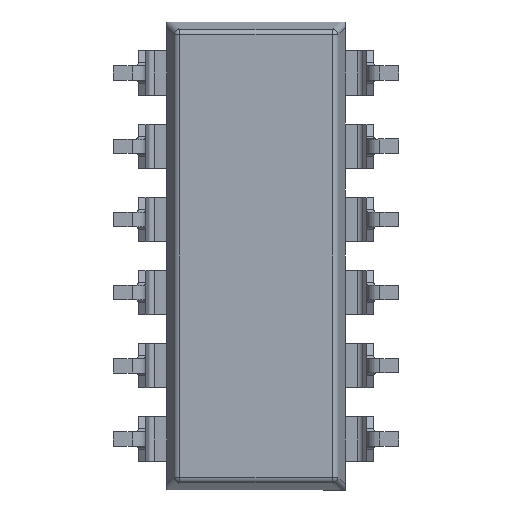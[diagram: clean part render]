
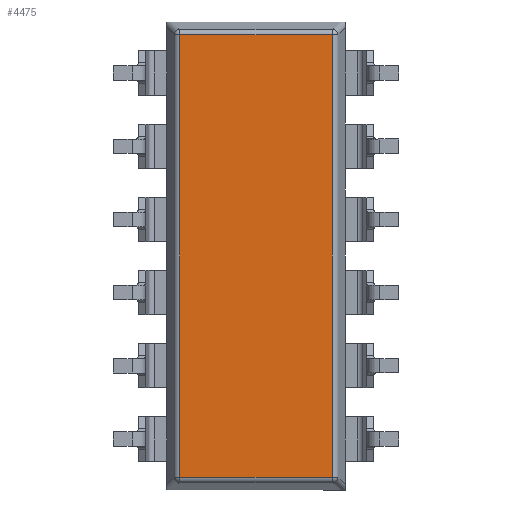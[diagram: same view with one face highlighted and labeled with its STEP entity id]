
A CAD part, front view. The second image highlights one B-rep face of the part: STEP entity #4475.
In plain terms, the highlighted planar face has unit normal (0, -1, 0).
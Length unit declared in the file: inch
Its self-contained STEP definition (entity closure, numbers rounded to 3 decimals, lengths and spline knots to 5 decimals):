
#697 = PLANE ( 'NONE',  #11539 ) ;
#766 = CARTESIAN_POINT ( 'NONE',  ( 0.45781, -0.00421, -0.60959 ) ) ;
#1189 = ORIENTED_EDGE ( 'NONE', *, *, #11216, .T. ) ;
#1546 = EDGE_CURVE ( 'NONE', #4139, #12513, #15511, .T. ) ;
#2396 = DIRECTION ( 'NONE',  ( -1., 0., 0. ) ) ;
#2558 = FACE_OUTER_BOUND ( 'NONE', #22075, .T. ) ;
#3264 = CARTESIAN_POINT ( 'NONE',  ( 0.24905, -0.00421, -0.00556 ) ) ;
#3392 = LINE ( 'NONE', #3264, #12174 ) ;
#3677 = VERTEX_POINT ( 'NONE', #6485 ) ;
#3746 = DIRECTION ( 'NONE',  ( -1., 0., 0. ) ) ;
#4139 = VERTEX_POINT ( 'NONE', #22438 ) ;
#4465 = VECTOR ( 'NONE', #3746, 39.37008 ) ;
#4475 = ADVANCED_FACE ( 'NONE', ( #2558 ), #697, .F. ) ;
#5289 = DIRECTION ( 'NONE',  ( 0., 0., -1. ) ) ;
#5530 = ORIENTED_EDGE ( 'NONE', *, *, #1546, .F. ) ;
#5670 = CARTESIAN_POINT ( 'NONE',  ( 0.45781, -0.00421, -0.20959 ) ) ;
#6131 = DIRECTION ( 'NONE',  ( 0., 0., 1. ) ) ;
#6485 = CARTESIAN_POINT ( 'NONE',  ( 0.24905, -0.00421, -0.00556 ) ) ;
#7247 = EDGE_CURVE ( 'NONE', #14872, #3677, #14609, .T. ) ;
#7673 = DIRECTION ( 'NONE',  ( 0., 0., 1. ) ) ;
#7796 = LINE ( 'NONE', #5670, #19745 ) ;
#11216 = EDGE_CURVE ( 'NONE', #3677, #12513, #3392, .T. ) ;
#11394 = CARTESIAN_POINT ( 'NONE',  ( 0.45781, -0.00421, -0.00556 ) ) ;
#11539 = AXIS2_PLACEMENT_3D ( 'NONE', #13295, #18756, #7673 ) ;
#12174 = VECTOR ( 'NONE', #5289, 39.37008 ) ;
#12513 = VERTEX_POINT ( 'NONE', #19656 ) ;
#13295 = CARTESIAN_POINT ( 'NONE',  ( 0.24612, -0.00421, -0.40758 ) ) ;
#13951 = VECTOR ( 'NONE', #2396, 39.37008 ) ;
#14609 = LINE ( 'NONE', #16170, #4465 ) ;
#14872 = VERTEX_POINT ( 'NONE', #11394 ) ;
#15511 = LINE ( 'NONE', #766, #13951 ) ;
#16170 = CARTESIAN_POINT ( 'NONE',  ( 0.45781, -0.00421, -0.00556 ) ) ;
#18756 = DIRECTION ( 'NONE',  ( 0., 1., 0. ) ) ;
#19656 = CARTESIAN_POINT ( 'NONE',  ( 0.24905, -0.00421, -0.60959 ) ) ;
#19745 = VECTOR ( 'NONE', #6131, 39.37008 ) ;
#22060 = EDGE_CURVE ( 'NONE', #4139, #14872, #7796, .T. ) ;
#22075 = EDGE_LOOP ( 'NONE', ( #1189, #5530, #22842, #23023 ) ) ;
#22438 = CARTESIAN_POINT ( 'NONE',  ( 0.45781, -0.00421, -0.60959 ) ) ;
#22842 = ORIENTED_EDGE ( 'NONE', *, *, #22060, .T. ) ;
#23023 = ORIENTED_EDGE ( 'NONE', *, *, #7247, .T. ) ;
